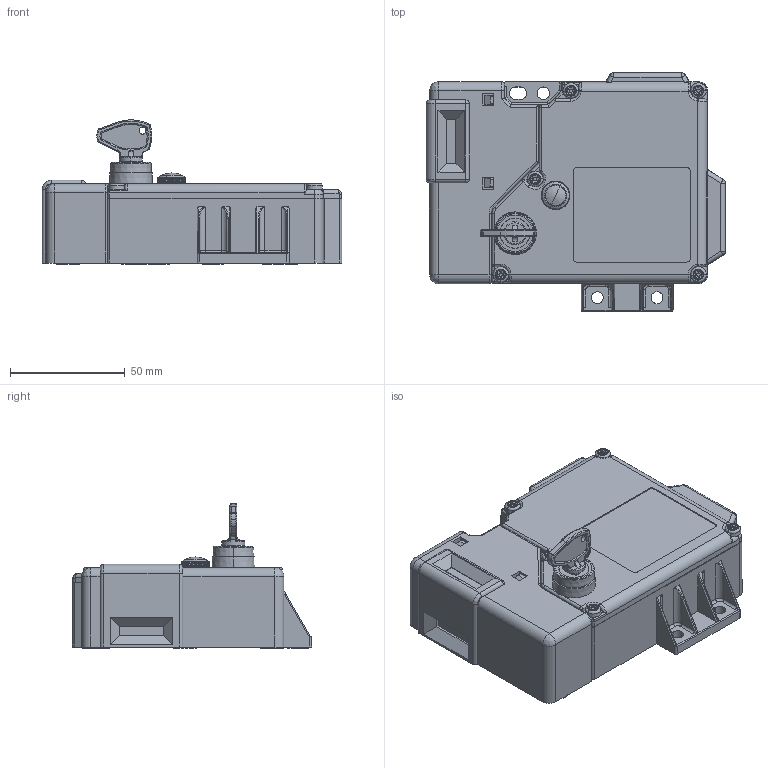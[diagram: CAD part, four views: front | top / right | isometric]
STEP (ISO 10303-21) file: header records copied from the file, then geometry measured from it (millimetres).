
FILE_DESCRIPTION (( 'STEP AP203' ), '1' );
FILE_NAME ('OUTSIDE-HS1L-##4KMSR.STEP', '2014-04-18T10:19:42', ( 'IDEC' ), ( '' ), 'SwSTEP 2.0', 'SolidWorks 2012', '' );
FILE_SCHEMA (( 'CONFIG_CONTROL_DESIGN' ));
Length unit declared in the file: millimetre
Products named in the file (3): OUTSIDE-HS1L-##4KMSR; OUTSIDE-HS1E-KEY; OUTSIDE-HS1L-□44KMSR
Assembly tree (2 placements, depth 2):
  OUTSIDE-HS1L-##4KMSR
    OUTSIDE-HS1L-□44KMSR
    OUTSIDE-HS1E-KEY
Bounding box: 130.5 x 104 x 62.79 mm (x, y, z)
Volume: 377445.6 mm3; surface area: 45839.2 mm2
Topology: 8 solids, 8 shells, 1561 faces, 4244 edges, 2722 vertices
Faces by surface type: plane 690, cylinder 405, bspline 344, cone 122
Entity records: 60009 total; most frequent: CARTESIAN_POINT 23765, ORIENTED_EDGE 8438, DIRECTION 6181, EDGE_CURVE 4219, VERTEX_POINT 2721, LINE 2071, VECTOR 2071, AXIS2_PLACEMENT_3D 2055
